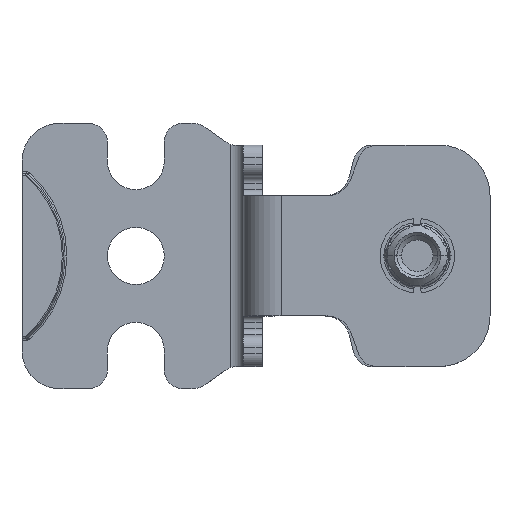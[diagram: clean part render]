
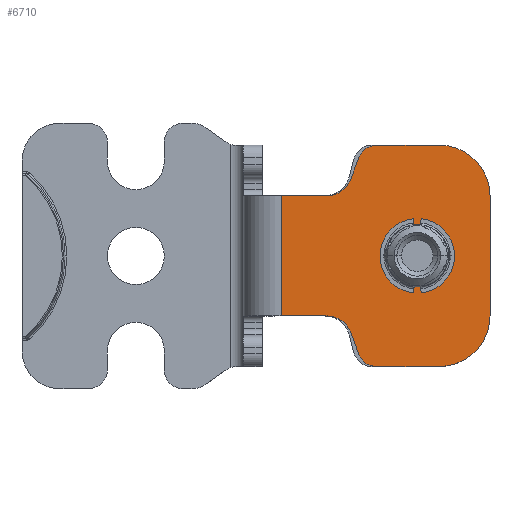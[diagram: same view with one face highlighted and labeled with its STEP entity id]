
A CAD part, top view. The second image highlights one B-rep face of the part: STEP entity #6710.
In plain terms, the highlighted planar face has unit normal (0, 0, 1).
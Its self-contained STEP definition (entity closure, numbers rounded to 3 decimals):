
#191=DIRECTION('',(0.351,-0.936,0.));
#192=VECTOR('',#191,3.693);
#193=CARTESIAN_POINT('',(33.973,-12.096,14.));
#194=LINE('',#193,#192);
#195=CARTESIAN_POINT('',(30.228,-13.5,14.));
#196=DIRECTION('',(0.,0.,-1.));
#197=DIRECTION('',(0.,1.,0.));
#198=AXIS2_PLACEMENT_3D('',#195,#196,#197);
#200=CARTESIAN_POINT('',(30.228,13.5,14.));
#201=DIRECTION('',(0.,0.,-1.));
#202=DIRECTION('',(0.936,-0.351,0.));
#203=AXIS2_PLACEMENT_3D('',#200,#201,#202);
#205=DIRECTION('',(-0.351,-0.936,0.));
#206=VECTOR('',#205,3.693);
#207=CARTESIAN_POINT('',(35.27,15.553,14.));
#208=LINE('',#207,#206);
#209=CARTESIAN_POINT('',(38.079,14.5,14.));
#210=DIRECTION('',(0.,0.,1.));
#211=DIRECTION('',(0.,1.,0.));
#212=AXIS2_PLACEMENT_3D('',#209,#210,#211);
#214=CARTESIAN_POINT('',(48.,9.5,14.));
#215=DIRECTION('',(0.,0.,1.));
#216=DIRECTION('',(1.,0.,0.));
#217=AXIS2_PLACEMENT_3D('',#214,#215,#216);
#219=CARTESIAN_POINT('',(48.,-9.5,14.));
#220=DIRECTION('',(0.,0.,1.));
#221=DIRECTION('',(0.,-1.,0.));
#222=AXIS2_PLACEMENT_3D('',#219,#220,#221);
#224=CARTESIAN_POINT('',(38.079,-14.5,14.));
#225=DIRECTION('',(0.,0.,1.));
#226=DIRECTION('',(-0.936,-0.351,0.));
#227=AXIS2_PLACEMENT_3D('',#224,#225,#226);
#229=CARTESIAN_POINT('',(44.5,0.,14.));
#230=DIRECTION('',(0.,0.,-1.));
#231=DIRECTION('',(1.,0.,0.));
#232=AXIS2_PLACEMENT_3D('',#229,#230,#231);
#234=CARTESIAN_POINT('',(44.5,0.,14.));
#235=DIRECTION('',(0.,0.,-1.));
#236=DIRECTION('',(-1.,0.,0.));
#237=AXIS2_PLACEMENT_3D('',#234,#235,#236);
#239=CARTESIAN_POINT('',(44.5,0.,14.));
#240=DIRECTION('',(0.,0.,-1.));
#241=DIRECTION('',(0.104,0.995,0.));
#242=AXIS2_PLACEMENT_3D('',#239,#240,#241);
#244=DIRECTION('',(0.104,-0.995,0.));
#245=VECTOR('',#244,0.762);
#246=CARTESIAN_POINT('',(45.034,-5.11,14.));
#247=LINE('',#246,#245);
#248=CARTESIAN_POINT('',(44.5,0.,14.));
#249=DIRECTION('',(0.,0.,1.));
#250=DIRECTION('',(0.104,-0.995,0.));
#251=AXIS2_PLACEMENT_3D('',#248,#249,#250);
#253=DIRECTION('',(0.104,0.995,0.));
#254=VECTOR('',#253,0.762);
#255=CARTESIAN_POINT('',(45.034,5.11,14.));
#256=LINE('',#255,#254);
#257=CARTESIAN_POINT('',(44.5,0.,14.));
#258=DIRECTION('',(0.,0.,1.));
#259=DIRECTION('',(-0.104,0.995,0.));
#260=AXIS2_PLACEMENT_3D('',#257,#258,#259);
#262=DIRECTION('',(-0.104,0.995,0.));
#263=VECTOR('',#262,0.762);
#264=CARTESIAN_POINT('',(43.966,5.11,14.));
#265=LINE('',#264,#263);
#266=CARTESIAN_POINT('',(44.5,0.,14.));
#267=DIRECTION('',(0.,0.,-1.));
#268=DIRECTION('',(-0.104,-0.995,0.));
#269=AXIS2_PLACEMENT_3D('',#266,#267,#268);
#271=DIRECTION('',(-0.104,-0.995,0.));
#272=VECTOR('',#271,0.762);
#273=CARTESIAN_POINT('',(43.966,-5.11,14.));
#274=LINE('',#273,#272);
#351=DIRECTION('',(-1.,0.,0.));
#352=VECTOR('',#351,9.921);
#353=CARTESIAN_POINT('',(48.,-17.5,14.));
#354=LINE('',#353,#352);
#375=DIRECTION('',(0.,-1.,0.));
#376=VECTOR('',#375,19.);
#377=CARTESIAN_POINT('',(56.,9.5,14.));
#378=LINE('',#377,#376);
#395=DIRECTION('',(1.,0.,0.));
#396=VECTOR('',#395,9.921);
#397=CARTESIAN_POINT('',(38.079,17.5,14.));
#398=LINE('',#397,#396);
#441=DIRECTION('',(1.,0.,0.));
#442=VECTOR('',#441,7.228);
#443=CARTESIAN_POINT('',(23.,9.5,14.));
#444=LINE('',#443,#442);
#445=DIRECTION('',(0.,-1.,0.));
#446=VECTOR('',#445,19.);
#447=CARTESIAN_POINT('',(23.,9.5,14.));
#448=LINE('',#447,#446);
#484=DIRECTION('',(-1.,0.,0.));
#485=VECTOR('',#484,7.228);
#486=CARTESIAN_POINT('',(30.228,-9.5,14.));
#487=LINE('',#486,#485);
#5514=CARTESIAN_POINT('',(33.973,-12.096,14.));
#5515=CARTESIAN_POINT('',(35.27,-15.553,14.));
#5516=VERTEX_POINT('',#5514);
#5517=VERTEX_POINT('',#5515);
#5518=CARTESIAN_POINT('',(30.228,-9.5,14.));
#5519=VERTEX_POINT('',#5518);
#5520=CARTESIAN_POINT('',(23.,-9.5,14.));
#5521=VERTEX_POINT('',#5520);
#5522=CARTESIAN_POINT('',(23.,9.5,14.));
#5523=VERTEX_POINT('',#5522);
#5524=CARTESIAN_POINT('',(30.228,9.5,14.));
#5525=VERTEX_POINT('',#5524);
#5526=CARTESIAN_POINT('',(33.973,12.096,14.));
#5527=VERTEX_POINT('',#5526);
#5528=CARTESIAN_POINT('',(35.27,15.553,14.));
#5529=VERTEX_POINT('',#5528);
#5530=CARTESIAN_POINT('',(38.079,17.5,14.));
#5531=VERTEX_POINT('',#5530);
#5532=CARTESIAN_POINT('',(48.,17.5,14.));
#5533=VERTEX_POINT('',#5532);
#5534=CARTESIAN_POINT('',(56.,9.5,14.));
#5535=VERTEX_POINT('',#5534);
#5536=CARTESIAN_POINT('',(56.,-9.5,14.));
#5537=VERTEX_POINT('',#5536);
#5538=CARTESIAN_POINT('',(48.,-17.5,14.));
#5539=VERTEX_POINT('',#5538);
#5540=CARTESIAN_POINT('',(38.079,-17.5,14.));
#5541=VERTEX_POINT('',#5540);
#6477=CARTESIAN_POINT('',(47.5,0.,14.));
#6478=CARTESIAN_POINT('',(41.5,0.,14.));
#6479=VERTEX_POINT('',#6477);
#6480=VERTEX_POINT('',#6478);
#6481=CARTESIAN_POINT('',(45.034,5.11,14.));
#6482=CARTESIAN_POINT('',(45.034,-5.11,14.));
#6483=VERTEX_POINT('',#6481);
#6484=VERTEX_POINT('',#6482);
#6485=CARTESIAN_POINT('',(45.113,-5.868,14.));
#6486=CARTESIAN_POINT('',(45.113,5.868,14.));
#6487=VERTEX_POINT('',#6485);
#6488=VERTEX_POINT('',#6486);
#6489=CARTESIAN_POINT('',(43.966,5.11,14.));
#6490=CARTESIAN_POINT('',(43.966,-5.11,14.));
#6491=VERTEX_POINT('',#6489);
#6492=VERTEX_POINT('',#6490);
#6493=CARTESIAN_POINT('',(43.887,-5.868,14.));
#6494=CARTESIAN_POINT('',(43.887,5.868,14.));
#6495=VERTEX_POINT('',#6493);
#6496=VERTEX_POINT('',#6494);
#6650=CARTESIAN_POINT('',(39.5,0.,14.));
#6651=DIRECTION('',(0.,0.,1.));
#6652=DIRECTION('',(1.,0.,0.));
#6653=AXIS2_PLACEMENT_3D('',#6650,#6651,#6652);
#6654=PLANE('',#6653);
#6656=ORIENTED_EDGE('',*,*,#6655,.F.);
#6658=ORIENTED_EDGE('',*,*,#6657,.F.);
#6660=ORIENTED_EDGE('',*,*,#6659,.T.);
#6662=ORIENTED_EDGE('',*,*,#6661,.F.);
#6664=ORIENTED_EDGE('',*,*,#6663,.T.);
#6666=ORIENTED_EDGE('',*,*,#6665,.F.);
#6668=ORIENTED_EDGE('',*,*,#6667,.F.);
#6670=ORIENTED_EDGE('',*,*,#6669,.F.);
#6672=ORIENTED_EDGE('',*,*,#6671,.T.);
#6674=ORIENTED_EDGE('',*,*,#6673,.F.);
#6676=ORIENTED_EDGE('',*,*,#6675,.T.);
#6678=ORIENTED_EDGE('',*,*,#6677,.F.);
#6680=ORIENTED_EDGE('',*,*,#6679,.T.);
#6682=ORIENTED_EDGE('',*,*,#6681,.F.);
#6683=EDGE_LOOP('',(#6656,#6658,#6660,#6662,#6664,#6666,#6668,#6670,#6672,#6674,
#6676,#6678,#6680,#6682));
#6684=FACE_OUTER_BOUND('',#6683,.F.);
#6686=ORIENTED_EDGE('',*,*,#6685,.F.);
#6688=ORIENTED_EDGE('',*,*,#6687,.F.);
#6689=EDGE_LOOP('',(#6686,#6688));
#6690=FACE_BOUND('',#6689,.F.);
#6692=ORIENTED_EDGE('',*,*,#6691,.T.);
#6694=ORIENTED_EDGE('',*,*,#6693,.T.);
#6695=ORIENTED_EDGE('',*,*,#6640,.T.);
#6697=ORIENTED_EDGE('',*,*,#6696,.F.);
#6698=EDGE_LOOP('',(#6692,#6694,#6695,#6697));
#6699=FACE_BOUND('',#6698,.F.);
#6701=ORIENTED_EDGE('',*,*,#6700,.F.);
#6703=ORIENTED_EDGE('',*,*,#6702,.T.);
#6705=ORIENTED_EDGE('',*,*,#6704,.F.);
#6707=ORIENTED_EDGE('',*,*,#6706,.F.);
#6708=EDGE_LOOP('',(#6701,#6703,#6705,#6707));
#6709=FACE_BOUND('',#6708,.F.);
#6710=ADVANCED_FACE('',(#6684,#6690,#6699,#6709),#6654,.T.);
#199=CIRCLE('',#198,4.);
#204=CIRCLE('',#203,4.);
#213=CIRCLE('',#212,3.);
#218=CIRCLE('',#217,8.);
#223=CIRCLE('',#222,8.);
#228=CIRCLE('',#227,3.);
#233=CIRCLE('',#232,3.);
#238=CIRCLE('',#237,3.);
#243=CIRCLE('',#242,5.138);
#252=CIRCLE('',#251,5.9);
#261=CIRCLE('',#260,5.138);
#270=CIRCLE('',#269,5.9);
#6640=EDGE_CURVE('',#6487,#6488,#252,.T.);
#6655=EDGE_CURVE('',#5516,#5517,#194,.T.);
#6657=EDGE_CURVE('',#5519,#5516,#199,.T.);
#6659=EDGE_CURVE('',#5519,#5521,#487,.T.);
#6661=EDGE_CURVE('',#5523,#5521,#448,.T.);
#6663=EDGE_CURVE('',#5523,#5525,#444,.T.);
#6665=EDGE_CURVE('',#5527,#5525,#204,.T.);
#6667=EDGE_CURVE('',#5529,#5527,#208,.T.);
#6669=EDGE_CURVE('',#5531,#5529,#213,.T.);
#6671=EDGE_CURVE('',#5531,#5533,#398,.T.);
#6673=EDGE_CURVE('',#5535,#5533,#218,.T.);
#6675=EDGE_CURVE('',#5535,#5537,#378,.T.);
#6677=EDGE_CURVE('',#5539,#5537,#223,.T.);
#6679=EDGE_CURVE('',#5539,#5541,#354,.T.);
#6681=EDGE_CURVE('',#5517,#5541,#228,.T.);
#6685=EDGE_CURVE('',#6479,#6480,#233,.T.);
#6687=EDGE_CURVE('',#6480,#6479,#238,.T.);
#6691=EDGE_CURVE('',#6483,#6484,#243,.T.);
#6693=EDGE_CURVE('',#6484,#6487,#247,.T.);
#6696=EDGE_CURVE('',#6483,#6488,#256,.T.);
#6700=EDGE_CURVE('',#6491,#6492,#261,.T.);
#6702=EDGE_CURVE('',#6491,#6496,#265,.T.);
#6704=EDGE_CURVE('',#6495,#6496,#270,.T.);
#6706=EDGE_CURVE('',#6492,#6495,#274,.T.);
